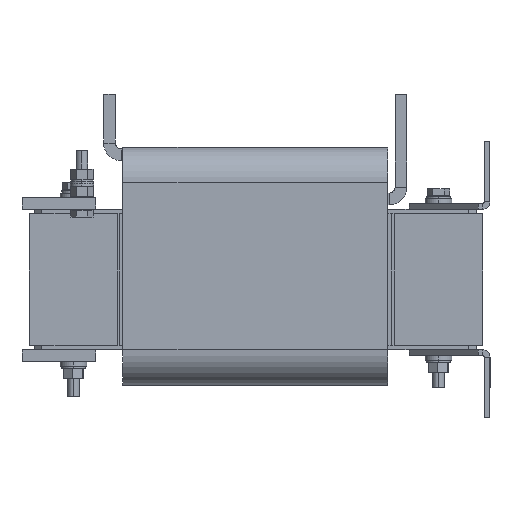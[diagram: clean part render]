
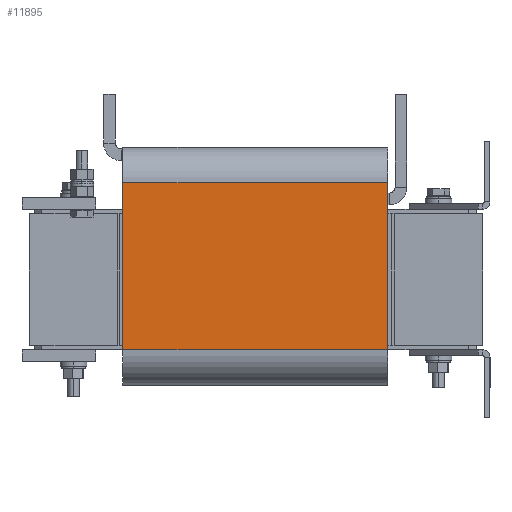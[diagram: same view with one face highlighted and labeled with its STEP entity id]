
A CAD part, left-side view. The second image highlights one B-rep face of the part: STEP entity #11895.
In plain terms, the highlighted planar face has unit normal (-1, 0, 0).
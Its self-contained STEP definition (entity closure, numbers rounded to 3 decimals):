
#26 = VECTOR ( 'NONE', #13037, 1000. ) ;
#33 = VERTEX_POINT ( 'NONE', #2600 ) ;
#174 = DIRECTION ( 'NONE',  ( 0., 1., 0. ) ) ;
#452 = DIRECTION ( 'NONE',  ( 0., -1., 0. ) ) ;
#1221 = ORIENTED_EDGE ( 'NONE', *, *, #7273, .F. ) ;
#2410 = CARTESIAN_POINT ( 'NONE',  ( -178.75, -90., 65.75 ) ) ;
#2600 = CARTESIAN_POINT ( 'NONE',  ( -178.75, -90., -47.75 ) ) ;
#2699 = ORIENTED_EDGE ( 'NONE', *, *, #10464, .T. ) ;
#3076 = DIRECTION ( 'NONE',  ( -1., 0., 0. ) ) ;
#3713 = LINE ( 'NONE', #9301, #13437 ) ;
#4693 = DIRECTION ( 'NONE',  ( 0., -1., 0. ) ) ;
#6171 = VECTOR ( 'NONE', #452, 1000. ) ;
#6219 = VERTEX_POINT ( 'NONE', #11397 ) ;
#6923 = ORIENTED_EDGE ( 'NONE', *, *, #13255, .F. ) ;
#7273 = EDGE_CURVE ( 'NONE', #15127, #33, #11090, .T. ) ;
#7617 = PLANE ( 'NONE',  #13379 ) ;
#8751 = CARTESIAN_POINT ( 'NONE',  ( -178.75, 90., -47.75 ) ) ;
#9301 = CARTESIAN_POINT ( 'NONE',  ( -178.75, 90., -47.75 ) ) ;
#9544 = EDGE_LOOP ( 'NONE', ( #1221, #6923, #2699, #15374 ) ) ;
#10174 = CARTESIAN_POINT ( 'NONE',  ( -178.75, 90., 0. ) ) ;
#10464 = EDGE_CURVE ( 'NONE', #6219, #12339, #14104, .T. ) ;
#11090 = LINE ( 'NONE', #11222, #18873 ) ;
#11222 = CARTESIAN_POINT ( 'NONE',  ( -178.75, -90., 0. ) ) ;
#11397 = CARTESIAN_POINT ( 'NONE',  ( -178.75, 90., 65.75 ) ) ;
#11895 = ADVANCED_FACE ( 'NONE', ( #14282 ), #7617, .T. ) ;
#12339 = VERTEX_POINT ( 'NONE', #8751 ) ;
#12718 = DIRECTION ( 'NONE',  ( 0., 0., -1. ) ) ;
#13037 = DIRECTION ( 'NONE',  ( 0., 0., -1. ) ) ;
#13255 = EDGE_CURVE ( 'NONE', #6219, #15127, #19515, .T. ) ;
#13379 = AXIS2_PLACEMENT_3D ( 'NONE', #17004, #3076, #174 ) ;
#13437 = VECTOR ( 'NONE', #4693, 1000. ) ;
#13744 = EDGE_CURVE ( 'NONE', #12339, #33, #3713, .T. ) ;
#14104 = LINE ( 'NONE', #10174, #26 ) ;
#14282 = FACE_OUTER_BOUND ( 'NONE', #9544, .T. ) ;
#15127 = VERTEX_POINT ( 'NONE', #2410 ) ;
#15374 = ORIENTED_EDGE ( 'NONE', *, *, #13744, .T. ) ;
#15718 = CARTESIAN_POINT ( 'NONE',  ( -178.75, 90., 65.75 ) ) ;
#17004 = CARTESIAN_POINT ( 'NONE',  ( -178.75, 90., 0. ) ) ;
#18873 = VECTOR ( 'NONE', #12718, 1000. ) ;
#19515 = LINE ( 'NONE', #15718, #6171 ) ;
